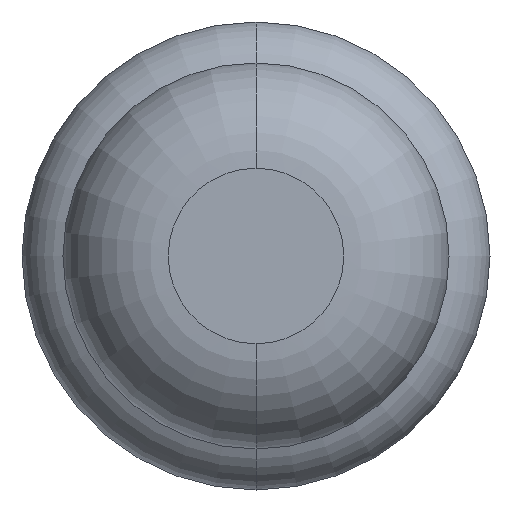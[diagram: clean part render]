
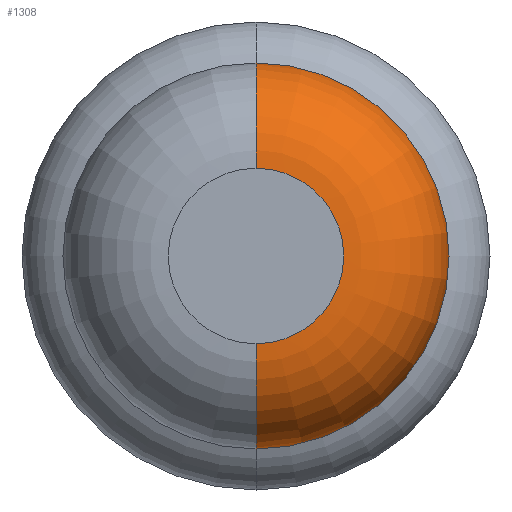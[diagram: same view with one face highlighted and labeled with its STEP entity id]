
A CAD part, front view. The second image highlights one B-rep face of the part: STEP entity #1308.
In plain terms, the highlighted toroidal (fillet/blend) face has major radius 0.375 mm and minor radius 0.45 mm.
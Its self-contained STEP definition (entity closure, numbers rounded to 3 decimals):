
#66 = DIRECTION ( 'NONE',  ( 0., 0., 1. ) ) ;
#71 = ORIENTED_EDGE ( 'NONE', *, *, #2762, .F. ) ;
#140 = DIRECTION ( 'NONE',  ( 1., 0., 0. ) ) ;
#142 = FACE_OUTER_BOUND ( 'NONE', #3019, .T. ) ;
#153 = DIRECTION ( 'NONE',  ( 0., 0., 1. ) ) ;
#235 = ORIENTED_EDGE ( 'NONE', *, *, #2708, .T. ) ;
#399 = ORIENTED_EDGE ( 'NONE', *, *, #957, .F. ) ;
#627 = VERTEX_POINT ( 'NONE', #1593 ) ;
#669 = CARTESIAN_POINT ( 'NONE',  ( 0., -29.95, 0. ) ) ;
#896 = CARTESIAN_POINT ( 'NONE',  ( 0., -30.4, -0.375 ) ) ;
#951 = VERTEX_POINT ( 'NONE', #1483 ) ;
#957 = EDGE_CURVE ( 'NONE', #627, #1162, #2617, .T. ) ;
#1139 = DIRECTION ( 'NONE',  ( 0., 0., 1. ) ) ;
#1162 = VERTEX_POINT ( 'NONE', #2514 ) ;
#1165 = CARTESIAN_POINT ( 'NONE',  ( 0., -29.95, -0.375 ) ) ;
#1308 = ADVANCED_FACE ( 'Defeature ausgef�hrt1_6', ( #142 ), #2152, .T. ) ;
#1443 = DIRECTION ( 'NONE',  ( 0., 0., -1. ) ) ;
#1473 = CARTESIAN_POINT ( 'NONE',  ( 0., -29.95, 0.375 ) ) ;
#1483 = CARTESIAN_POINT ( 'NONE',  ( 0., -29.95, -0.825 ) ) ;
#1535 = CIRCLE ( 'NONE', #2259, 0.825 ) ;
#1593 = CARTESIAN_POINT ( 'NONE',  ( 0., -30.4, 0.375 ) ) ;
#1720 = DIRECTION ( 'NONE',  ( -1., 0., 0. ) ) ;
#1754 = AXIS2_PLACEMENT_3D ( 'NONE', #3060, #3093, #2562 ) ;
#1762 = CARTESIAN_POINT ( 'NONE',  ( 0., -30.4, 0. ) ) ;
#1902 = AXIS2_PLACEMENT_3D ( 'NONE', #1473, #1720, #153 ) ;
#1950 = VERTEX_POINT ( 'NONE', #896 ) ;
#2070 = DIRECTION ( 'NONE',  ( 0., 1., 0. ) ) ;
#2152 = TOROIDAL_SURFACE ( 'NONE', #1754, 0.375, 0.45 ) ;
#2210 = ORIENTED_EDGE ( 'NONE', *, *, #2841, .T. ) ;
#2211 = AXIS2_PLACEMENT_3D ( 'NONE', #1762, #2070, #66 ) ;
#2259 = AXIS2_PLACEMENT_3D ( 'NONE', #669, #2686, #1139 ) ;
#2514 = CARTESIAN_POINT ( 'NONE',  ( 0., -29.95, 0.825 ) ) ;
#2562 = DIRECTION ( 'NONE',  ( 0., 0., 1. ) ) ;
#2617 = CIRCLE ( 'NONE', #1902, 0.45 ) ;
#2686 = DIRECTION ( 'NONE',  ( 0., 1., 0. ) ) ;
#2708 = EDGE_CURVE ( 'NONE', #1950, #951, #2897, .T. ) ;
#2762 = EDGE_CURVE ( 'Defeature ausgef�hrt1_7+Defeature ausgef�hrt1_6+Defeature ausgef�hrt1_6+Defeature ausgef�hrt1_6', #1162, #951, #1535, .T. ) ;
#2811 = CIRCLE ( 'NONE', #2211, 0.375 ) ;
#2828 = AXIS2_PLACEMENT_3D ( 'NONE', #1165, #140, #1443 ) ;
#2841 = EDGE_CURVE ( 'Defeature ausgef�hrt1_6+Defeature ausgef�hrt1_5+Defeature ausgef�hrt1_5+Defeature ausgef�hrt1_5', #627, #1950, #2811, .T. ) ;
#2897 = CIRCLE ( 'NONE', #2828, 0.45 ) ;
#3019 = EDGE_LOOP ( 'NONE', ( #2210, #235, #71, #399 ) ) ;
#3060 = CARTESIAN_POINT ( 'NONE',  ( 0., -29.95, 0. ) ) ;
#3093 = DIRECTION ( 'NONE',  ( 0., 1., 0. ) ) ;
